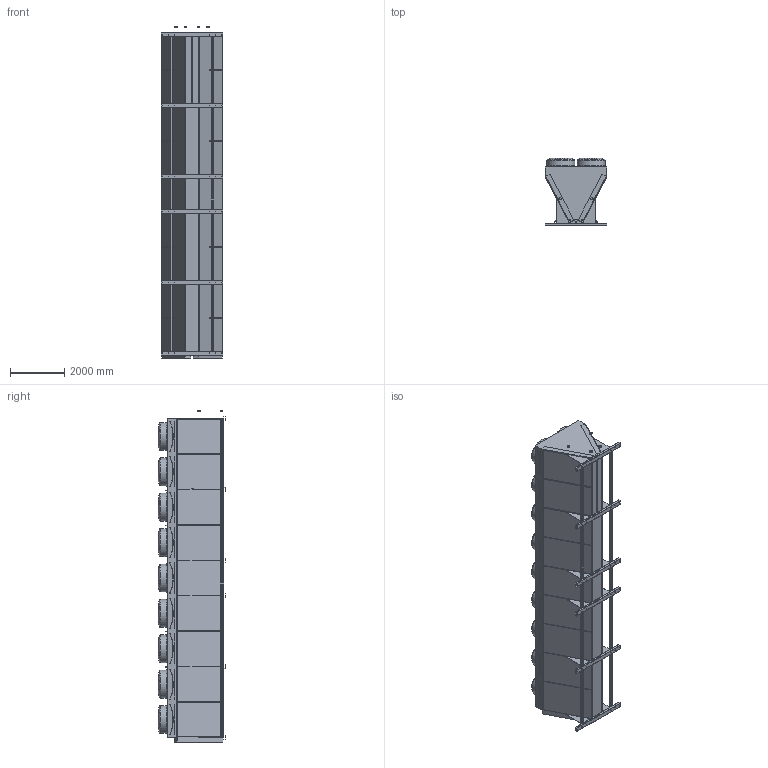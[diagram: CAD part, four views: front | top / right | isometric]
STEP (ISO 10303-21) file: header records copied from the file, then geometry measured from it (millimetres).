
FILE_DESCRIPTION (( 'STEP AP203' ), '1' );
FILE_NAME ('ANV9M_3R_2I2O.STEP', '2018-10-08T13:56:21', ( 'Alfa Laval' ), ( 'Alfa Laval' ), 'SwSTEP 2.0', 'SolidWorks 2016', '' );
FILE_SCHEMA (( 'CONFIG_CONTROL_DESIGN' ));
Length unit declared in the file: millimetre
Products named in the file (6): AVII_FINPACK_1MOD_4012_5R; AVII_Simplify Connection for CAD Drawing; V-TYPE2_POSCOL CONDENSER_Cond_NH3_ANV2TC_3R2I2O; ANV9M_3R_2I2O; V-TYPE2_LIGHT_BODY_9MOD-SS; AV2_BOTTOM COVER PLATE_BOTTOM COVER PLATE 2MOD.
Assembly tree (10 placements, depth 3):
  ANV9M_3R_2I2O
    V-TYPE2_LIGHT_BODY_9MOD-SS
    V-TYPE2_POSCOL CONDENSER_Cond_NH3_ANV2TC_3R2I2O
      AV2_BOTTOM COVER PLATE_BOTTOM COVER PLATE 2MOD.  x2
      AVII_FINPACK_1MOD_4012_5R  x2
      AVII_Simplify Connection for CAD Drawing  x4
Bounding box: 2280.43 x 2494.62 x 12292.51 mm (x, y, z)
Volume: 44094187502.7 mm3; surface area: 177278597.5 mm2
Topology: 15 solids, 15 shells, 2464 faces, 6112 edges, 3852 vertices
Faces by surface type: cylinder 1170, plane 830, torus 270, sphere 144, bspline 32, cone 18
Full cylindrical faces by diameter (mm): 1 x72, 7 x114, 8 x44, 20 x72, 40 x8, 85 x4, 100 x18, 1032 x18
Entity records: 64874 total; most frequent: DIRECTION 11956, CARTESIAN_POINT 11626, ORIENTED_EDGE 9692, AXIS2_PLACEMENT_3D 4966, EDGE_CURVE 4846, VERTEX_POINT 3292, EDGE_LOOP 3218, CIRCLE 2758
